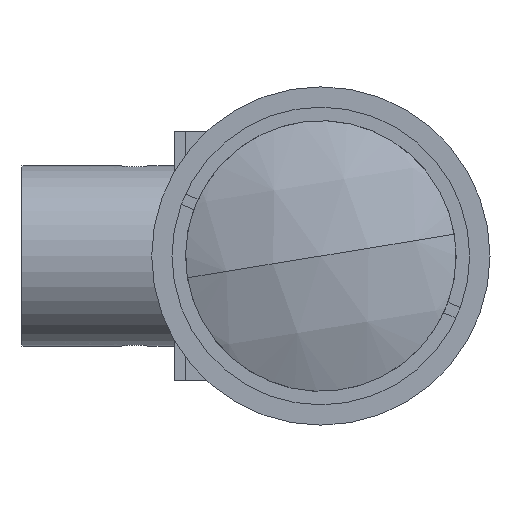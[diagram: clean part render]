
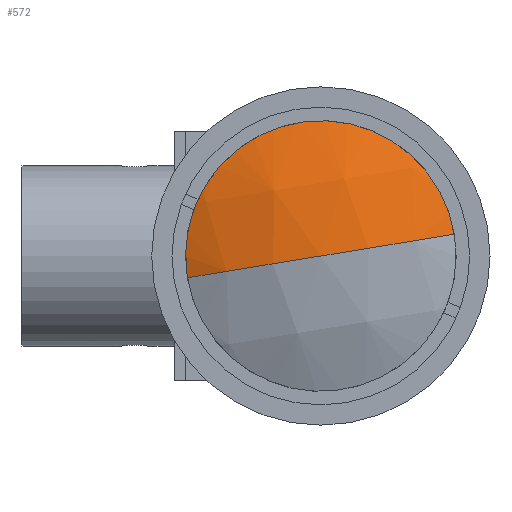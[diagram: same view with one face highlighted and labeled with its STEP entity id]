
A CAD part, left-side view. The second image highlights one B-rep face of the part: STEP entity #572.
In plain terms, the highlighted spherical face has radius 28.98 mm.
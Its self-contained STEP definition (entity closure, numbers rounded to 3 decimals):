
#183 = DIRECTION ( 'NONE',  ( 0., 0.161, 0.987 ) ) ;
#299 = DIRECTION ( 'NONE',  ( 0., 0.987, -0.161 ) ) ;
#324 = ORIENTED_EDGE ( 'NONE', *, *, #2158, .T. ) ;
#333 = DIRECTION ( 'NONE',  ( -1., 0., 0. ) ) ;
#346 = DIRECTION ( 'NONE',  ( 0., 0.161, 0.987 ) ) ;
#352 = CARTESIAN_POINT ( 'NONE',  ( 4.201, 0., 0. ) ) ;
#471 = CARTESIAN_POINT ( 'NONE',  ( 4.201, 12.337, -2.011 ) ) ;
#495 = VERTEX_POINT ( 'NONE', #471 ) ;
#572 = ADVANCED_FACE ( 'NONE', ( #1162 ), #791, .T. ) ;
#755 = DIRECTION ( 'NONE',  ( 0., -0.161, -0.987 ) ) ;
#791 = SPHERICAL_SURFACE ( 'NONE', #1982, 28.98 ) ;
#998 = VERTEX_POINT ( 'NONE', #3460 ) ;
#1137 = CARTESIAN_POINT ( 'NONE',  ( 1.367, 0., 0. ) ) ;
#1162 = FACE_OUTER_BOUND ( 'NONE', #2631, .T. ) ;
#1171 = VERTEX_POINT ( 'NONE', #1137 ) ;
#1198 = CIRCLE ( 'NONE', #3481, 28.98 ) ;
#1356 = ORIENTED_EDGE ( 'NONE', *, *, #3615, .F. ) ;
#1369 = AXIS2_PLACEMENT_3D ( 'NONE', #352, #333, #183 ) ;
#1603 = CIRCLE ( 'NONE', #1369, 12.5 ) ;
#1982 = AXIS2_PLACEMENT_3D ( 'NONE', #2254, #3416, #299 ) ;
#2057 = ORIENTED_EDGE ( 'NONE', *, *, #3361, .T. ) ;
#2066 = CARTESIAN_POINT ( 'NONE',  ( 30.347, 0., 0. ) ) ;
#2158 = EDGE_CURVE ( 'NONE', #998, #495, #1603, .T. ) ;
#2184 = AXIS2_PLACEMENT_3D ( 'NONE', #2066, #346, #2369 ) ;
#2254 = CARTESIAN_POINT ( 'NONE',  ( 30.347, 0., 0. ) ) ;
#2369 = DIRECTION ( 'NONE',  ( 0., -0.987, 0.161 ) ) ;
#2491 = CARTESIAN_POINT ( 'NONE',  ( 30.347, 0., 0. ) ) ;
#2631 = EDGE_LOOP ( 'NONE', ( #1356, #324, #2057 ) ) ;
#2699 = CIRCLE ( 'NONE', #2184, 28.98 ) ;
#2794 = DIRECTION ( 'NONE',  ( 0., 0.987, -0.161 ) ) ;
#3361 = EDGE_CURVE ( 'NONE', #495, #1171, #2699, .T. ) ;
#3416 = DIRECTION ( 'NONE',  ( 0., -0.161, -0.987 ) ) ;
#3460 = CARTESIAN_POINT ( 'NONE',  ( 4.201, -12.337, 2.011 ) ) ;
#3481 = AXIS2_PLACEMENT_3D ( 'NONE', #2491, #755, #2794 ) ;
#3615 = EDGE_CURVE ( 'NONE', #998, #1171, #1198, .T. ) ;
